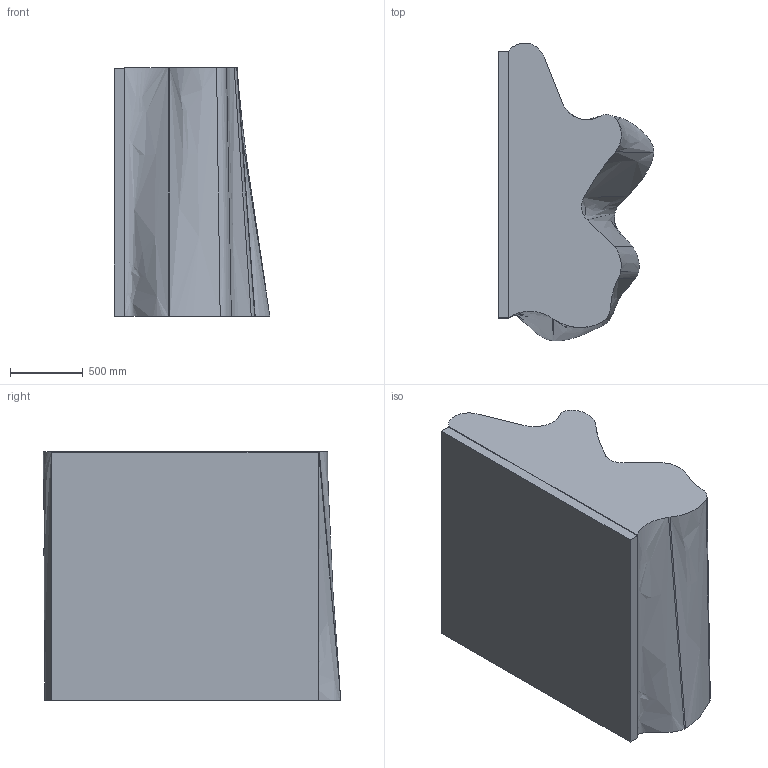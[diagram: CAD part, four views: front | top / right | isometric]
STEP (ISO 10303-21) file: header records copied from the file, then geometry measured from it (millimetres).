
FILE_DESCRIPTION(/* description */ (''),/* implementation_level */ '2;1');
FILE_NAME(/* name */ 'Logico_micro_parete_3D',/* time_stamp */ '2012-03-22T15:36:34+01:00',/* author */ (''),/* organization */ (''),/* preprocessor_version */ 'ST-DEVELOPER v10',/* originating_system */ '',/* authorisation */ '');
FILE_SCHEMA (('CONFIG_CONTROL_DESIGN'));
Length unit declared in the file: centimetre
Products named in the file (1): 1
Bounding box: 1069.04 x 2043.99 x 1705 mm (x, y, z)
Volume: 298957209.3 mm3; surface area: 14941735.7 mm2
Topology: 3 solids, 4 shells, 39 faces, 93 edges, 61 vertices
Faces by surface type: bspline 29, plane 10
Entity records: 1584 total; most frequent: CARTESIAN_POINT 979, ORIENTED_EDGE 166, EDGE_CURVE 93, VERTEX_POINT 61, ADVANCED_FACE 39, FACE_OUTER_BOUND 39, EDGE_LOOP 39, B_SPLINE_CURVE_WITH_KNOTS 35
